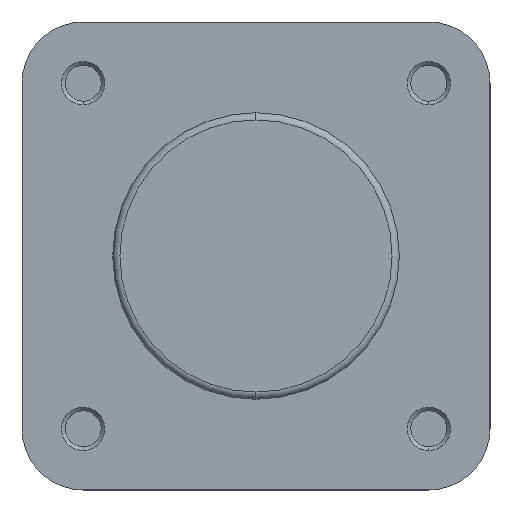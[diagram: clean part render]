
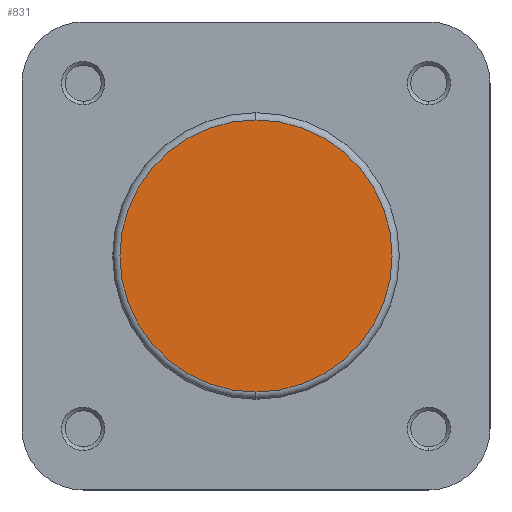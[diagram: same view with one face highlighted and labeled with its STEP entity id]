
A CAD part, left-side view. The second image highlights one B-rep face of the part: STEP entity #831.
In plain terms, the highlighted planar face has unit normal (-1, 0, 0).
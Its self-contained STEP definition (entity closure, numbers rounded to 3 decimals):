
#390 = FACE_OUTER_BOUND ( 'NONE', #3832, .T. ) ;
#625 = ORIENTED_EDGE ( 'NONE', *, *, #3508, .T. ) ;
#831 = ADVANCED_FACE ( 'NONE', ( #390 ), #1146, .F. ) ;
#1137 = DIRECTION ( 'NONE',  ( 1., 0., 0. ) ) ;
#1139 = DIRECTION ( 'NONE',  ( 0., 0., -1. ) ) ;
#1146 = PLANE ( 'NONE',  #3565 ) ;
#1188 = CARTESIAN_POINT ( 'NONE',  ( 21., 19.9, 0. ) ) ;
#1471 = ORIENTED_EDGE ( 'NONE', *, *, #3695, .T. ) ;
#1826 = VERTEX_POINT ( 'NONE', #2690 ) ;
#1834 = VERTEX_POINT ( 'NONE', #2668 ) ;
#2221 = DIRECTION ( 'NONE',  ( 0., 0., -1. ) ) ;
#2222 = DIRECTION ( 'NONE',  ( -1., 0., 0. ) ) ;
#2231 = CARTESIAN_POINT ( 'NONE',  ( 21., 0., 0. ) ) ;
#2482 = DIRECTION ( 'NONE',  ( 0., 0., -1. ) ) ;
#2483 = DIRECTION ( 'NONE',  ( -1., 0., 0. ) ) ;
#2484 = CARTESIAN_POINT ( 'NONE',  ( 21., 0., 0. ) ) ;
#2668 = CARTESIAN_POINT ( 'NONE',  ( 21., 0., -18.9 ) ) ;
#2690 = CARTESIAN_POINT ( 'NONE',  ( 21., 0., 18.9 ) ) ;
#2936 = CIRCLE ( 'NONE', #4792, 18.9 ) ;
#3170 = AXIS2_PLACEMENT_3D ( 'NONE', #2484, #2483, #2482 ) ;
#3508 = EDGE_CURVE ( 'NONE', #1826, #1834, #4406, .T. ) ;
#3565 = AXIS2_PLACEMENT_3D ( 'NONE', #1188, #1137, #1139 ) ;
#3695 = EDGE_CURVE ( 'NONE', #1834, #1826, #2936, .T. ) ;
#3832 = EDGE_LOOP ( 'NONE', ( #1471, #625 ) ) ;
#4406 = CIRCLE ( 'NONE', #3170, 18.9 ) ;
#4792 = AXIS2_PLACEMENT_3D ( 'NONE', #2231, #2222, #2221 ) ;
